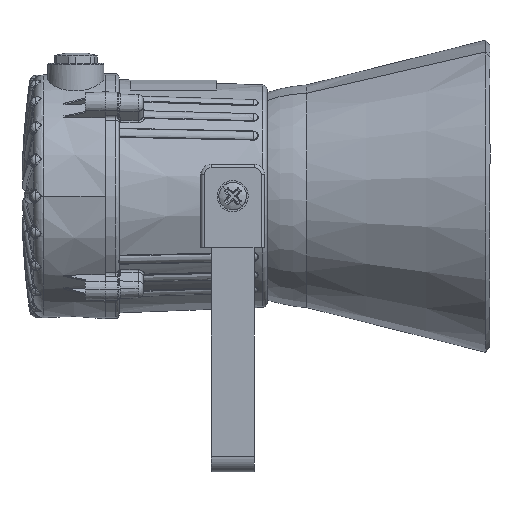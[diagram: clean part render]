
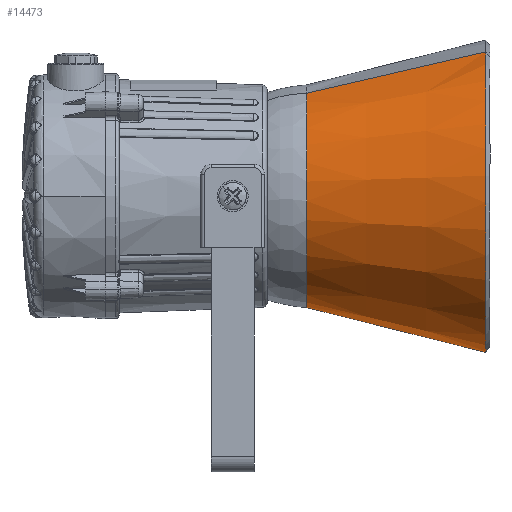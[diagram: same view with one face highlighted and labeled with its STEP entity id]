
A CAD part, front view. The second image highlights one B-rep face of the part: STEP entity #14473.
In plain terms, the highlighted conical face has half-angle 14.048 degrees and reference radius 90.695 mm.
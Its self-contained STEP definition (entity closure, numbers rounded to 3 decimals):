
#2 = EDGE_CURVE ( 'NONE', #67715, #74552, #20063, .T. ) ;
#2599 = VECTOR ( 'NONE', #48557, 1000. ) ;
#2812 = DIRECTION ( 'NONE',  ( 1., 0., 0. ) ) ;
#3142 = EDGE_CURVE ( 'NONE', #14604, #29165, #44547, .T. ) ;
#4433 = LINE ( 'NONE', #69908, #2599 ) ;
#7998 = DIRECTION ( 'NONE',  ( 1., 0., 0. ) ) ;
#8908 = CARTESIAN_POINT ( 'NONE',  ( -19.019, 0., 0. ) ) ;
#9782 = ORIENTED_EDGE ( 'NONE', *, *, #3142, .T. ) ;
#9809 = CARTESIAN_POINT ( 'NONE',  ( -19.019, -64.686, 0. ) ) ;
#14473 = ADVANCED_FACE ( 'NONE', ( #62923 ), #61093, .T. ) ;
#14604 = VERTEX_POINT ( 'NONE', #41754 ) ;
#16268 = LINE ( 'NONE', #36778, #60892 ) ;
#16936 = EDGE_CURVE ( 'NONE', #67715, #14604, #4433, .T. ) ;
#20063 = CIRCLE ( 'NONE', #36103, 64.686 ) ;
#22687 = CARTESIAN_POINT ( 'NONE',  ( -122.967, 0., 0. ) ) ;
#24036 = AXIS2_PLACEMENT_3D ( 'NONE', #37558, #2812, #43498 ) ;
#28495 = DIRECTION ( 'NONE',  ( -1., 0., 0. ) ) ;
#29165 = VERTEX_POINT ( 'NONE', #64068 ) ;
#35815 = AXIS2_PLACEMENT_3D ( 'NONE', #22687, #28495, #74580 ) ;
#36103 = AXIS2_PLACEMENT_3D ( 'NONE', #8908, #7998, #40436 ) ;
#36778 = CARTESIAN_POINT ( 'NONE',  ( -122.967, -90.695, 0. ) ) ;
#37558 = CARTESIAN_POINT ( 'NONE',  ( -122.967, 0., 0. ) ) ;
#40436 = DIRECTION ( 'NONE',  ( 0., 1., 0. ) ) ;
#41754 = CARTESIAN_POINT ( 'NONE',  ( -122.967, 90.695, 0. ) ) ;
#42452 = DIRECTION ( 'NONE',  ( -0.97, -0.243, 0. ) ) ;
#43498 = DIRECTION ( 'NONE',  ( 0., 1., 0. ) ) ;
#44547 = CIRCLE ( 'NONE', #24036, 90.695 ) ;
#48557 = DIRECTION ( 'NONE',  ( -0.97, 0.243, 0. ) ) ;
#51068 = ORIENTED_EDGE ( 'NONE', *, *, #16936, .T. ) ;
#52156 = EDGE_LOOP ( 'NONE', ( #65420, #51068, #9782, #66501 ) ) ;
#57079 = EDGE_CURVE ( 'NONE', #74552, #29165, #16268, .T. ) ;
#58024 = CARTESIAN_POINT ( 'NONE',  ( -19.019, 64.686, 0. ) ) ;
#60892 = VECTOR ( 'NONE', #42452, 1000. ) ;
#61093 = CONICAL_SURFACE ( 'NONE', #35815, 90.695, 0.245 ) ;
#62923 = FACE_OUTER_BOUND ( 'NONE', #52156, .T. ) ;
#64068 = CARTESIAN_POINT ( 'NONE',  ( -122.967, -90.695, 0. ) ) ;
#65420 = ORIENTED_EDGE ( 'NONE', *, *, #2, .F. ) ;
#66501 = ORIENTED_EDGE ( 'NONE', *, *, #57079, .F. ) ;
#67715 = VERTEX_POINT ( 'NONE', #58024 ) ;
#69908 = CARTESIAN_POINT ( 'NONE',  ( -122.967, 90.695, 0. ) ) ;
#74552 = VERTEX_POINT ( 'NONE', #9809 ) ;
#74580 = DIRECTION ( 'NONE',  ( 0., -1., 0. ) ) ;
